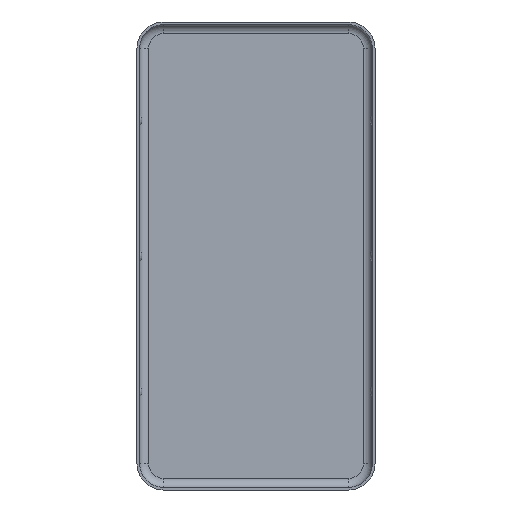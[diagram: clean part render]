
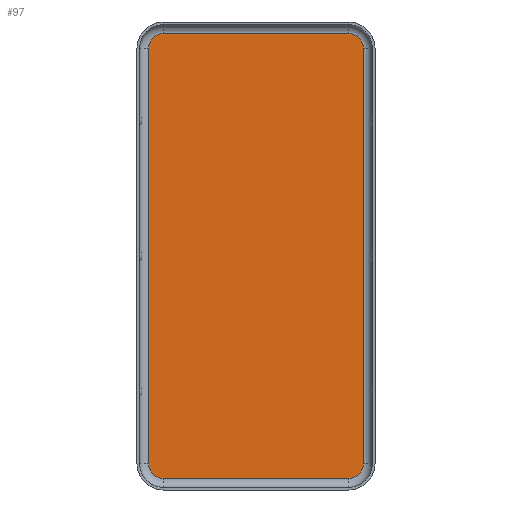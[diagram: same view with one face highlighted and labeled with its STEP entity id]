
A CAD part, front view. The second image highlights one B-rep face of the part: STEP entity #97.
In plain terms, the highlighted planar face has unit normal (0, -1, 0).
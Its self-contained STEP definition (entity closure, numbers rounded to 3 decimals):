
#97 = ADVANCED_FACE( 'NONE', ( #224 ), #225, .T. );
#224 = FACE_OUTER_BOUND( '', #385, .T. );
#225 = PLANE( '', #386 );
#385 = EDGE_LOOP( '', ( #600, #601, #602, #603, #604, #605, #606, #607 ) );
#386 = AXIS2_PLACEMENT_3D( '', #608, #609, #610 );
#600 = ORIENTED_EDGE( '', *, *, #889, .F. );
#601 = ORIENTED_EDGE( '', *, *, #872, .F. );
#602 = ORIENTED_EDGE( '', *, *, #921, .F. );
#603 = ORIENTED_EDGE( '', *, *, #918, .T. );
#604 = ORIENTED_EDGE( '', *, *, #923, .T. );
#605 = ORIENTED_EDGE( '', *, *, #924, .F. );
#606 = ORIENTED_EDGE( '', *, *, #925, .T. );
#607 = ORIENTED_EDGE( '', *, *, #926, .T. );
#608 = CARTESIAN_POINT( '', ( 10.25, 0., -22.95 ) );
#609 = DIRECTION( '', ( 0., -1., 0. ) );
#610 = DIRECTION( '', ( 0., 0., -1. ) );
#872 = EDGE_CURVE( 'NONE', #1012, #1014, #1015, .T. );
#889 = EDGE_CURVE( 'NONE', #1014, #1043, #1044, .T. );
#918 = EDGE_CURVE( 'NONE', #1088, #1086, #1089, .T. );
#921 = EDGE_CURVE( 'NONE', #1088, #1012, #1092, .T. );
#923 = EDGE_CURVE( 'NONE', #1086, #1094, #1095, .T. );
#924 = EDGE_CURVE( 'NONE', #1096, #1094, #1097, .T. );
#925 = EDGE_CURVE( 'NONE', #1096, #1098, #1099, .T. );
#926 = EDGE_CURVE( 'NONE', #1098, #1043, #1100, .T. );
#1012 = VERTEX_POINT( 'NONE', #1211 );
#1014 = VERTEX_POINT( 'NONE', #1213 );
#1015 = CIRCLE( '', #1214, 1.6 );
#1043 = VERTEX_POINT( 'NONE', #1248 );
#1044 = LINE( '', #1249, #1250 );
#1086 = VERTEX_POINT( 'NONE', #1300 );
#1088 = VERTEX_POINT( 'NONE', #1302 );
#1089 = CIRCLE( '', #1303, 1.6 );
#1092 = LINE( '', #1306, #1307 );
#1094 = VERTEX_POINT( 'NONE', #1309 );
#1095 = LINE( '', #1310, #1311 );
#1096 = VERTEX_POINT( 'NONE', #1312 );
#1097 = CIRCLE( '', #1313, 1.6 );
#1098 = VERTEX_POINT( 'NONE', #1314 );
#1099 = LINE( '', #1315, #1316 );
#1100 = CIRCLE( '', #1317, 1.6 );
#1211 = CARTESIAN_POINT( '', ( 11.85, 0., -22.95 ) );
#1213 = CARTESIAN_POINT( '', ( 10.25, 0., -24.55 ) );
#1214 = AXIS2_PLACEMENT_3D( '', #1452, #1453, #1454 );
#1248 = CARTESIAN_POINT( '', ( -10.25, 0., -24.55 ) );
#1249 = CARTESIAN_POINT( '', ( 10.25, 0., -24.55 ) );
#1250 = VECTOR( '', #1482, 1000. );
#1300 = CARTESIAN_POINT( '', ( 10.25, 0., 24.55 ) );
#1302 = CARTESIAN_POINT( '', ( 11.85, 0., 22.95 ) );
#1303 = AXIS2_PLACEMENT_3D( '', #1527, #1528, #1529 );
#1306 = CARTESIAN_POINT( '', ( 11.85, 0., 0. ) );
#1307 = VECTOR( '', #1533, 1000. );
#1309 = CARTESIAN_POINT( '', ( -10.25, 0., 24.55 ) );
#1310 = CARTESIAN_POINT( '', ( 10.25, 0., 24.55 ) );
#1311 = VECTOR( '', #1534, 1000. );
#1312 = CARTESIAN_POINT( '', ( -11.85, 0., 22.95 ) );
#1313 = AXIS2_PLACEMENT_3D( '', #1535, #1536, #1537 );
#1314 = CARTESIAN_POINT( '', ( -11.85, 0., -22.95 ) );
#1315 = CARTESIAN_POINT( '', ( -11.85, 0., 0. ) );
#1316 = VECTOR( '', #1538, 1000. );
#1317 = AXIS2_PLACEMENT_3D( '', #1539, #1540, #1541 );
#1452 = CARTESIAN_POINT( '', ( 10.25, 0., -22.95 ) );
#1453 = DIRECTION( '', ( 0., 1., 0. ) );
#1454 = DIRECTION( '', ( 0., 0., 1. ) );
#1482 = DIRECTION( '', ( -1., 0., 0. ) );
#1527 = CARTESIAN_POINT( '', ( 10.25, 0., 22.95 ) );
#1528 = DIRECTION( '', ( 0., -1., 0. ) );
#1529 = DIRECTION( '', ( 0., 0., -1. ) );
#1533 = DIRECTION( '', ( 0., 0., -1. ) );
#1534 = DIRECTION( '', ( -1., 0., 0. ) );
#1535 = CARTESIAN_POINT( '', ( -10.25, 0., 22.95 ) );
#1536 = DIRECTION( '', ( 0., 1., 0. ) );
#1537 = DIRECTION( '', ( 0., 0., -1. ) );
#1538 = DIRECTION( '', ( 0., 0., -1. ) );
#1539 = CARTESIAN_POINT( '', ( -10.25, 0., -22.95 ) );
#1540 = DIRECTION( '', ( 0., -1., 0. ) );
#1541 = DIRECTION( '', ( 0., 0., 1. ) );
